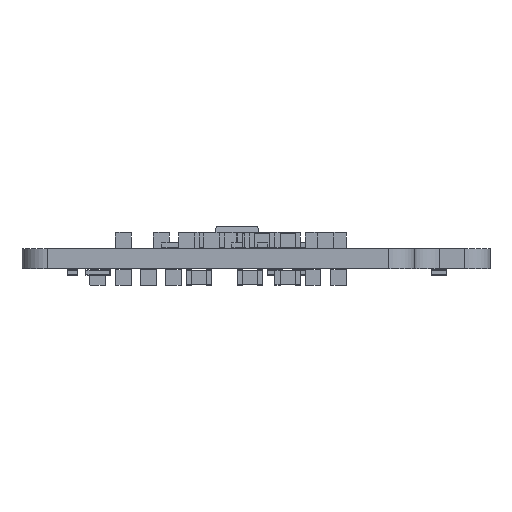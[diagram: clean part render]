
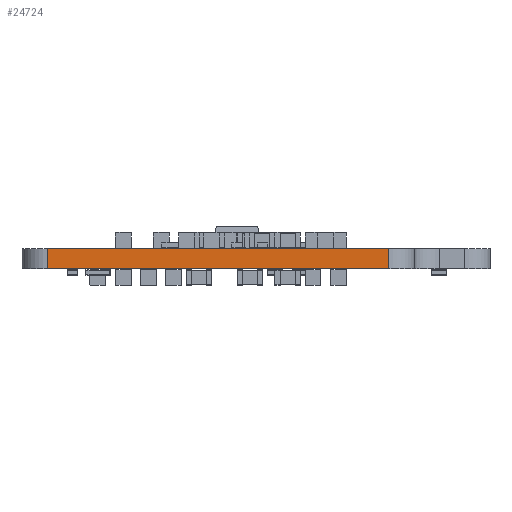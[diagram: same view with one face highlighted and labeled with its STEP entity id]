
A CAD part, left-side view. The second image highlights one B-rep face of the part: STEP entity #24724.
In plain terms, the highlighted planar face has unit normal (-1, 0, 0).
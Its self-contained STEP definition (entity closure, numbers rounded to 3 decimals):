
#21321 = PLANE('',#21322);
#21322 = AXIS2_PLACEMENT_3D('',#21323,#21324,#21325);
#21323 = CARTESIAN_POINT('',(203.813,-38.998,1.6));
#21324 = DIRECTION('',(0.,0.,1.));
#21325 = DIRECTION('',(1.,0.,-0.));
#21375 = PLANE('',#21376);
#21376 = AXIS2_PLACEMENT_3D('',#21377,#21378,#21379);
#21377 = CARTESIAN_POINT('',(203.813,-38.998,0.));
#21378 = DIRECTION('',(0.,0.,1.));
#21379 = DIRECTION('',(1.,0.,-0.));
#21629 = VERTEX_POINT('',#21630);
#21630 = CARTESIAN_POINT('',(158.,-24.,0.));
#21645 = CYLINDRICAL_SURFACE('',#21646,2.);
#21646 = AXIS2_PLACEMENT_3D('',#21647,#21648,#21649);
#21647 = CARTESIAN_POINT('',(160.,-24.,0.));
#21648 = DIRECTION('',(-0.,-0.,-1.));
#21649 = DIRECTION('',(1.,0.,-0.));
#21657 = EDGE_CURVE('',#21629,#21658,#21660,.T.);
#21658 = VERTEX_POINT('',#21659);
#21659 = CARTESIAN_POINT('',(158.,-51.,0.));
#21660 = SURFACE_CURVE('',#21661,(#21665,#21672),.PCURVE_S1.);
#21661 = LINE('',#21662,#21663);
#21662 = CARTESIAN_POINT('',(158.,-24.,0.));
#21663 = VECTOR('',#21664,1.);
#21664 = DIRECTION('',(0.,-1.,0.));
#21665 = PCURVE('',#21375,#21666);
#21666 = DEFINITIONAL_REPRESENTATION('',(#21667),#21671);
#21667 = LINE('',#21668,#21669);
#21668 = CARTESIAN_POINT('',(-45.813,14.998));
#21669 = VECTOR('',#21670,1.);
#21670 = DIRECTION('',(0.,-1.));
#21671 = ( GEOMETRIC_REPRESENTATION_CONTEXT(2) 
PARAMETRIC_REPRESENTATION_CONTEXT() REPRESENTATION_CONTEXT('2D SPACE',''
  ) );
#21672 = PCURVE('',#21673,#21678);
#21673 = PLANE('',#21674);
#21674 = AXIS2_PLACEMENT_3D('',#21675,#21676,#21677);
#21675 = CARTESIAN_POINT('',(158.,-24.,0.));
#21676 = DIRECTION('',(1.,0.,-0.));
#21677 = DIRECTION('',(0.,-1.,0.));
#21678 = DEFINITIONAL_REPRESENTATION('',(#21679),#21683);
#21679 = LINE('',#21680,#21681);
#21680 = CARTESIAN_POINT('',(0.,0.));
#21681 = VECTOR('',#21682,1.);
#21682 = DIRECTION('',(1.,0.));
#21683 = ( GEOMETRIC_REPRESENTATION_CONTEXT(2) 
PARAMETRIC_REPRESENTATION_CONTEXT() REPRESENTATION_CONTEXT('2D SPACE',''
  ) );
#21702 = CYLINDRICAL_SURFACE('',#21703,2.);
#21703 = AXIS2_PLACEMENT_3D('',#21704,#21705,#21706);
#21704 = CARTESIAN_POINT('',(160.,-51.,0.));
#21705 = DIRECTION('',(-0.,-0.,-1.));
#21706 = DIRECTION('',(1.,0.,-0.));
#23232 = VERTEX_POINT('',#23233);
#23233 = CARTESIAN_POINT('',(158.,-24.,1.6));
#23255 = EDGE_CURVE('',#23232,#23256,#23258,.T.);
#23256 = VERTEX_POINT('',#23257);
#23257 = CARTESIAN_POINT('',(158.,-51.,1.6));
#23258 = SURFACE_CURVE('',#23259,(#23263,#23270),.PCURVE_S1.);
#23259 = LINE('',#23260,#23261);
#23260 = CARTESIAN_POINT('',(158.,-24.,1.6));
#23261 = VECTOR('',#23262,1.);
#23262 = DIRECTION('',(0.,-1.,0.));
#23263 = PCURVE('',#21321,#23264);
#23264 = DEFINITIONAL_REPRESENTATION('',(#23265),#23269);
#23265 = LINE('',#23266,#23267);
#23266 = CARTESIAN_POINT('',(-45.813,14.998));
#23267 = VECTOR('',#23268,1.);
#23268 = DIRECTION('',(0.,-1.));
#23269 = ( GEOMETRIC_REPRESENTATION_CONTEXT(2) 
PARAMETRIC_REPRESENTATION_CONTEXT() REPRESENTATION_CONTEXT('2D SPACE',''
  ) );
#23270 = PCURVE('',#21673,#23271);
#23271 = DEFINITIONAL_REPRESENTATION('',(#23272),#23276);
#23272 = LINE('',#23273,#23274);
#23273 = CARTESIAN_POINT('',(0.,-1.6));
#23274 = VECTOR('',#23275,1.);
#23275 = DIRECTION('',(1.,0.));
#23276 = ( GEOMETRIC_REPRESENTATION_CONTEXT(2) 
PARAMETRIC_REPRESENTATION_CONTEXT() REPRESENTATION_CONTEXT('2D SPACE',''
  ) );
#24674 = EDGE_CURVE('',#21658,#23256,#24675,.T.);
#24675 = SURFACE_CURVE('',#24676,(#24680,#24687),.PCURVE_S1.);
#24676 = LINE('',#24677,#24678);
#24677 = CARTESIAN_POINT('',(158.,-51.,0.));
#24678 = VECTOR('',#24679,1.);
#24679 = DIRECTION('',(0.,0.,1.));
#24680 = PCURVE('',#21702,#24681);
#24681 = DEFINITIONAL_REPRESENTATION('',(#24682),#24686);
#24682 = LINE('',#24683,#24684);
#24683 = CARTESIAN_POINT('',(-3.142,0.));
#24684 = VECTOR('',#24685,1.);
#24685 = DIRECTION('',(-0.,-1.));
#24686 = ( GEOMETRIC_REPRESENTATION_CONTEXT(2) 
PARAMETRIC_REPRESENTATION_CONTEXT() REPRESENTATION_CONTEXT('2D SPACE',''
  ) );
#24687 = PCURVE('',#21673,#24688);
#24688 = DEFINITIONAL_REPRESENTATION('',(#24689),#24693);
#24689 = LINE('',#24690,#24691);
#24690 = CARTESIAN_POINT('',(27.,0.));
#24691 = VECTOR('',#24692,1.);
#24692 = DIRECTION('',(0.,-1.));
#24693 = ( GEOMETRIC_REPRESENTATION_CONTEXT(2) 
PARAMETRIC_REPRESENTATION_CONTEXT() REPRESENTATION_CONTEXT('2D SPACE',''
  ) );
#24703 = EDGE_CURVE('',#21629,#23232,#24704,.T.);
#24704 = SURFACE_CURVE('',#24705,(#24709,#24716),.PCURVE_S1.);
#24705 = LINE('',#24706,#24707);
#24706 = CARTESIAN_POINT('',(158.,-24.,0.));
#24707 = VECTOR('',#24708,1.);
#24708 = DIRECTION('',(0.,0.,1.));
#24709 = PCURVE('',#21645,#24710);
#24710 = DEFINITIONAL_REPRESENTATION('',(#24711),#24715);
#24711 = LINE('',#24712,#24713);
#24712 = CARTESIAN_POINT('',(-3.142,0.));
#24713 = VECTOR('',#24714,1.);
#24714 = DIRECTION('',(-0.,-1.));
#24715 = ( GEOMETRIC_REPRESENTATION_CONTEXT(2) 
PARAMETRIC_REPRESENTATION_CONTEXT() REPRESENTATION_CONTEXT('2D SPACE',''
  ) );
#24716 = PCURVE('',#21673,#24717);
#24717 = DEFINITIONAL_REPRESENTATION('',(#24718),#24722);
#24718 = LINE('',#24719,#24720);
#24719 = CARTESIAN_POINT('',(0.,0.));
#24720 = VECTOR('',#24721,1.);
#24721 = DIRECTION('',(0.,-1.));
#24722 = ( GEOMETRIC_REPRESENTATION_CONTEXT(2) 
PARAMETRIC_REPRESENTATION_CONTEXT() REPRESENTATION_CONTEXT('2D SPACE',''
  ) );
#24724 = ADVANCED_FACE('',(#24725),#21673,.F.);
#24725 = FACE_BOUND('',#24726,.F.);
#24726 = EDGE_LOOP('',(#24727,#24728,#24729,#24730));
#24727 = ORIENTED_EDGE('',*,*,#24703,.T.);
#24728 = ORIENTED_EDGE('',*,*,#23255,.T.);
#24729 = ORIENTED_EDGE('',*,*,#24674,.F.);
#24730 = ORIENTED_EDGE('',*,*,#21657,.F.);
